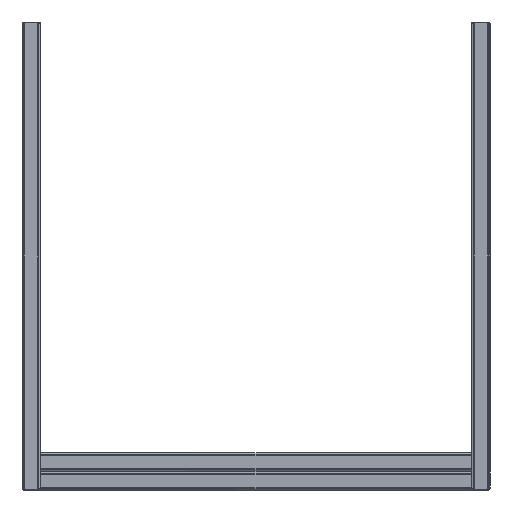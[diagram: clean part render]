
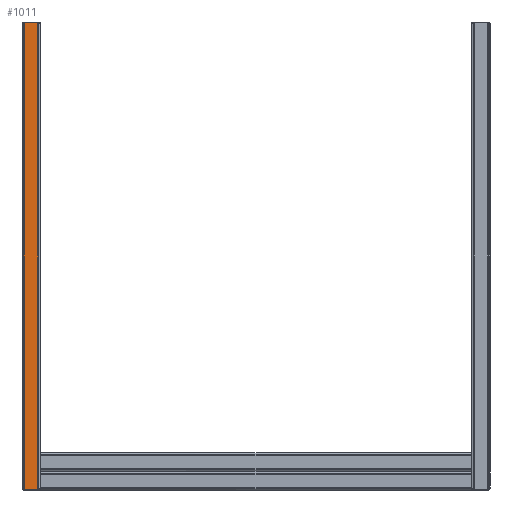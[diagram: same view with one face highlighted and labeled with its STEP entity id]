
A CAD part, left-side view. The second image highlights one B-rep face of the part: STEP entity #1011.
In plain terms, the highlighted planar face has unit normal (-1, 0, 0).
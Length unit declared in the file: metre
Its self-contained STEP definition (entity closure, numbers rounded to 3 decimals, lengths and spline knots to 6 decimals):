
#63=PLANE('',#1116);
#108=LINE('',#1592,#204);
#113=LINE('',#1606,#209);
#114=LINE('',#1610,#210);
#115=LINE('',#1612,#211);
#204=VECTOR('',#1267,1.);
#209=VECTOR('',#1282,1.);
#210=VECTOR('',#1287,1.);
#211=VECTOR('',#1288,1.);
#342=ORIENTED_EDGE('',*,*,#599,.F.);
#343=ORIENTED_EDGE('',*,*,#606,.T.);
#344=ORIENTED_EDGE('',*,*,#608,.T.);
#345=ORIENTED_EDGE('',*,*,#609,.F.);
#599=EDGE_CURVE('',#734,#735,#108,.T.);
#606=EDGE_CURVE('',#734,#739,#113,.T.);
#608=EDGE_CURVE('',#739,#740,#114,.T.);
#609=EDGE_CURVE('',#735,#740,#115,.T.);
#734=VERTEX_POINT('',#1591);
#735=VERTEX_POINT('',#1593);
#739=VERTEX_POINT('',#1607);
#740=VERTEX_POINT('',#1611);
#868=EDGE_LOOP('',(#342,#343,#344,#345));
#928=FACE_BOUND('',#868,.T.);
#1011=ADVANCED_FACE('',(#928),#63,.T.);
#1116=AXIS2_PLACEMENT_3D('',#1609,#1285,#1286);
#1267=DIRECTION('',(0.,0.,1.));
#1282=DIRECTION('',(0.,-1.,0.));
#1285=DIRECTION('',(-1.,0.,0.));
#1286=DIRECTION('',(0.,0.,1.));
#1287=DIRECTION('',(0.,0.,1.));
#1288=DIRECTION('',(0.,-1.,0.));
#1591=CARTESIAN_POINT('',(-0.005,0.25,-0.004));
#1592=CARTESIAN_POINT('',(-0.005,0.25,-0.004));
#1593=CARTESIAN_POINT('',(-0.005,0.25,0.004));
#1606=CARTESIAN_POINT('',(-0.005,0.25,-0.004));
#1607=CARTESIAN_POINT('',(-0.005,0.,-0.004));
#1609=CARTESIAN_POINT('',(-0.005,0.,-0.005));
#1610=CARTESIAN_POINT('',(-0.005,0.,-0.004));
#1611=CARTESIAN_POINT('',(-0.005,0.,0.004));
#1612=CARTESIAN_POINT('',(-0.005,0.25,0.004));
